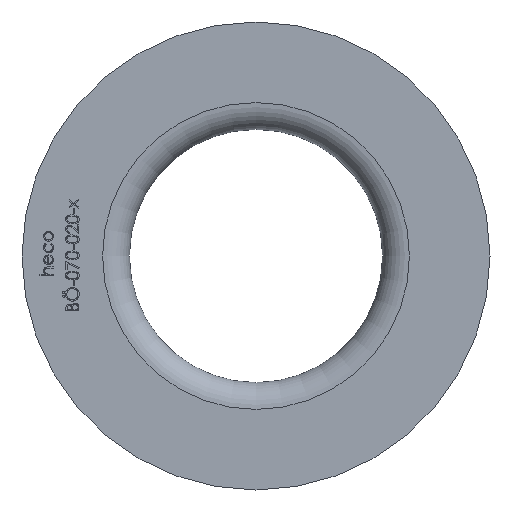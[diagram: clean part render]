
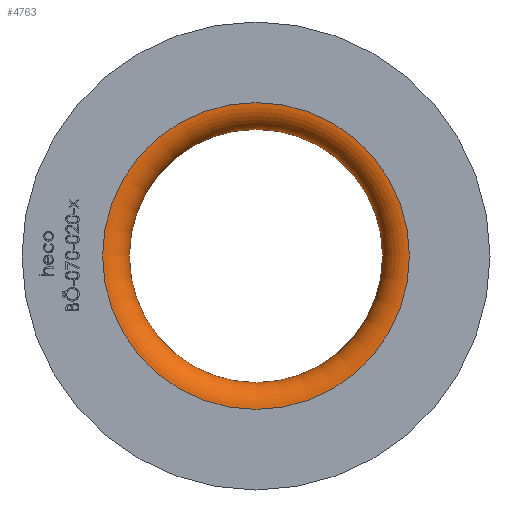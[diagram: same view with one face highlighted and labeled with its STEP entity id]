
A CAD part, left-side view. The second image highlights one B-rep face of the part: STEP entity #4763.
In plain terms, the highlighted toroidal (fillet/blend) face has major radius 40 mm and minor radius 7 mm.
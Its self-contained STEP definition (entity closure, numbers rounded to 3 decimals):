
#105 = DIRECTION ( 'NONE',  ( -1., 0., 0. ) ) ;
#393 = DIRECTION ( 'NONE',  ( 0., 0., 1. ) ) ;
#1181 = CARTESIAN_POINT ( 'NONE',  ( 7., 0., 0. ) ) ;
#1284 = CIRCLE ( 'NONE', #11081, 40. ) ;
#1528 = CARTESIAN_POINT ( 'NONE',  ( 0., 0., 0. ) ) ;
#1559 = VERTEX_POINT ( 'NONE', #5640 ) ;
#3371 = CARTESIAN_POINT ( 'NONE',  ( 7., 0., 33. ) ) ;
#3778 = DIRECTION ( 'NONE',  ( 0., 0., 1. ) ) ;
#4306 = TOROIDAL_SURFACE ( 'NONE', #7671, 40., 7. ) ;
#4503 = VERTEX_POINT ( 'NONE', #3371 ) ;
#4536 = EDGE_CURVE ( 'NONE', #1559, #1559, #1284, .T. ) ;
#4763 = ADVANCED_FACE ( 'NONE', ( #7167, #8148 ), #4306, .T. ) ;
#4796 = DIRECTION ( 'NONE',  ( 0., 0., 1. ) ) ;
#5640 = CARTESIAN_POINT ( 'NONE',  ( 0., 0., 40. ) ) ;
#6174 = ORIENTED_EDGE ( 'NONE', *, *, #4536, .T. ) ;
#7102 = CARTESIAN_POINT ( 'NONE',  ( 7., 0., 0. ) ) ;
#7167 = FACE_OUTER_BOUND ( 'NONE', #14704, .T. ) ;
#7671 = AXIS2_PLACEMENT_3D ( 'NONE', #7102, #105, #393 ) ;
#7739 = AXIS2_PLACEMENT_3D ( 'NONE', #1181, #10242, #4796 ) ;
#8147 = EDGE_LOOP ( 'NONE', ( #6174 ) ) ;
#8148 = FACE_OUTER_BOUND ( 'NONE', #8147, .T. ) ;
#10242 = DIRECTION ( 'NONE',  ( -1., 0., 0. ) ) ;
#11081 = AXIS2_PLACEMENT_3D ( 'NONE', #1528, #12711, #3778 ) ;
#12018 = CIRCLE ( 'NONE', #7739, 33. ) ;
#12711 = DIRECTION ( 'NONE',  ( -1., 0., 0. ) ) ;
#13481 = ORIENTED_EDGE ( 'NONE', *, *, #13670, .F. ) ;
#13670 = EDGE_CURVE ( 'NONE', #4503, #4503, #12018, .T. ) ;
#14704 = EDGE_LOOP ( 'NONE', ( #13481 ) ) ;
